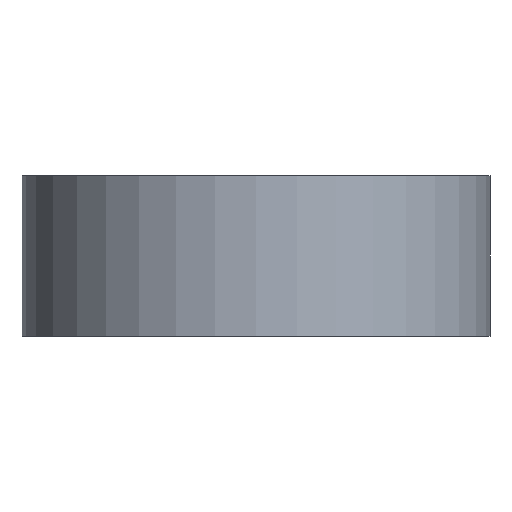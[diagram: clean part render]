
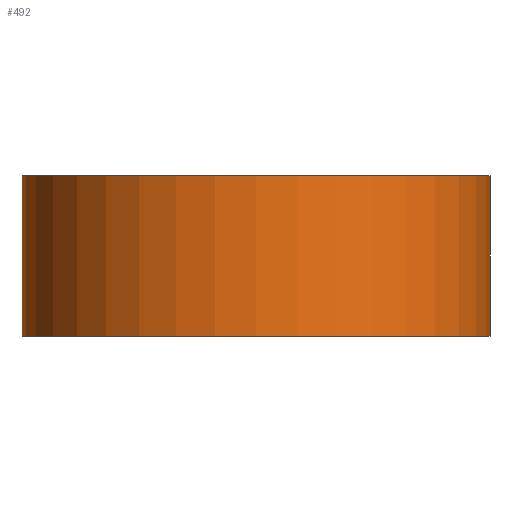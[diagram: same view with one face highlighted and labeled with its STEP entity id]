
A CAD part, front view. The second image highlights one B-rep face of the part: STEP entity #492.
In plain terms, the highlighted cylindrical face has radius 18.542 mm (diameter 37.084 mm), a partial arc.
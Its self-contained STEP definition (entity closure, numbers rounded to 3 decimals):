
#19 = CARTESIAN_POINT ( 'NONE',  ( -13.57, 4.063, -11.731 ) ) ;
#38 = VERTEX_POINT ( 'NONE', #19 ) ;
#54 = DIRECTION ( 'NONE',  ( 0., 0., -1. ) ) ;
#68 = CIRCLE ( 'NONE', #757, 18.542 ) ;
#72 = VERTEX_POINT ( 'NONE', #694 ) ;
#103 = CYLINDRICAL_SURFACE ( 'NONE', #961, 18.542 ) ;
#125 = DIRECTION ( 'NONE',  ( 0., 0., 1. ) ) ;
#144 = DIRECTION ( 'NONE',  ( 1., 0., 0. ) ) ;
#185 = DIRECTION ( 'NONE',  ( -1., 0., 0. ) ) ;
#204 = LINE ( 'NONE', #606, #952 ) ;
#209 = CARTESIAN_POINT ( 'NONE',  ( 4.972, 4.063, -11.731 ) ) ;
#283 = AXIS2_PLACEMENT_3D ( 'NONE', #612, #535, #144 ) ;
#290 = VERTEX_POINT ( 'NONE', #611 ) ;
#303 = CARTESIAN_POINT ( 'NONE',  ( -13.57, 4.063, 0.969 ) ) ;
#365 = ORIENTED_EDGE ( 'NONE', *, *, #786, .T. ) ;
#399 = VECTOR ( 'NONE', #595, 1000. ) ;
#416 = CARTESIAN_POINT ( 'NONE',  ( 4.972, 4.063, 0.969 ) ) ;
#458 = CIRCLE ( 'NONE', #283, 18.542 ) ;
#492 = ADVANCED_FACE ( 'NONE', ( #869 ), #103, .T. ) ;
#509 = DIRECTION ( 'NONE',  ( 1., 0., 0. ) ) ;
#528 = ORIENTED_EDGE ( 'NONE', *, *, #845, .T. ) ;
#535 = DIRECTION ( 'NONE',  ( 0., 0., 1. ) ) ;
#572 = EDGE_LOOP ( 'NONE', ( #809, #900, #365, #528 ) ) ;
#595 = DIRECTION ( 'NONE',  ( 0., 0., -1. ) ) ;
#606 = CARTESIAN_POINT ( 'NONE',  ( 23.514, 4.063, 0.969 ) ) ;
#611 = CARTESIAN_POINT ( 'NONE',  ( 23.514, 4.063, -11.731 ) ) ;
#612 = CARTESIAN_POINT ( 'NONE',  ( 4.972, 4.063, 0.969 ) ) ;
#653 = DIRECTION ( 'NONE',  ( 0., 0., -1. ) ) ;
#694 = CARTESIAN_POINT ( 'NONE',  ( 23.514, 4.063, 0.969 ) ) ;
#750 = EDGE_CURVE ( 'NONE', #72, #290, #204, .T. ) ;
#757 = AXIS2_PLACEMENT_3D ( 'NONE', #209, #125, #509 ) ;
#786 = EDGE_CURVE ( 'NONE', #906, #38, #816, .T. ) ;
#809 = ORIENTED_EDGE ( 'NONE', *, *, #750, .F. ) ;
#816 = LINE ( 'NONE', #963, #399 ) ;
#845 = EDGE_CURVE ( 'NONE', #38, #290, #68, .T. ) ;
#869 = FACE_OUTER_BOUND ( 'NONE', #572, .T. ) ;
#900 = ORIENTED_EDGE ( 'NONE', *, *, #920, .F. ) ;
#906 = VERTEX_POINT ( 'NONE', #303 ) ;
#920 = EDGE_CURVE ( 'NONE', #906, #72, #458, .T. ) ;
#952 = VECTOR ( 'NONE', #54, 1000. ) ;
#961 = AXIS2_PLACEMENT_3D ( 'NONE', #416, #653, #185 ) ;
#963 = CARTESIAN_POINT ( 'NONE',  ( -13.57, 4.063, 0.969 ) ) ;
